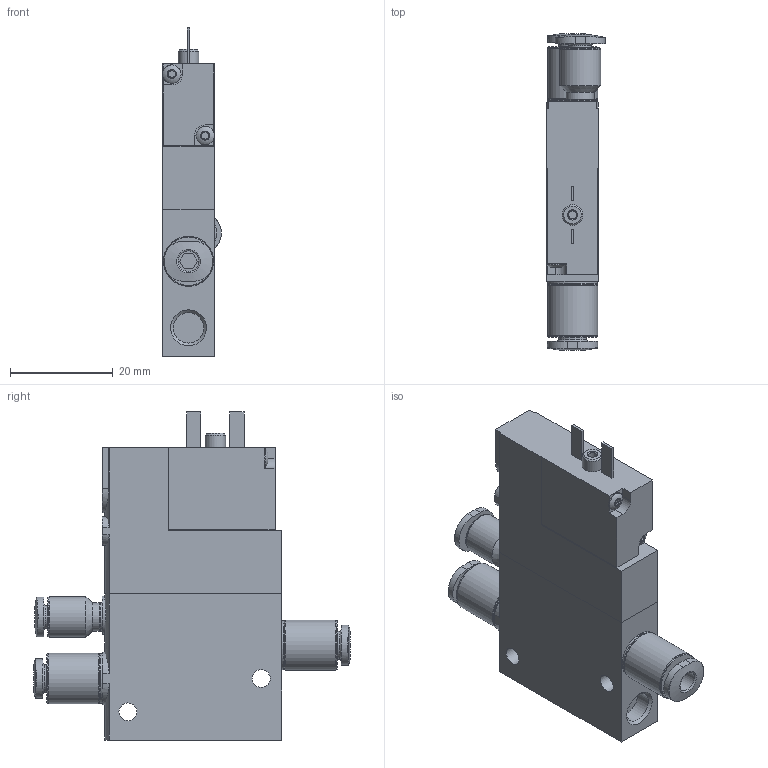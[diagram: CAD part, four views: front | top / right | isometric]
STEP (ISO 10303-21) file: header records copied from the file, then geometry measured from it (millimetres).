
FILE_DESCRIPTION(/* description */ ('STEP AP214'),/* implementation_level */ '2;1');
FILE_NAME(/* name */ '196855_CPE10-M1BH-3OLS-QS-4',/* time_stamp */ '2024-08-06T15:28:03+02:00',/* author */ ('License CC BY-ND 4.0'),/* organization */ ('CADENAS'),/* preprocessor_version */ 'ST-DEVELOPER v19.3',/* originating_system */ 'PARTsolutions',/* authorisation */ ' ');
FILE_SCHEMA (('AUTOMOTIVE_DESIGN {1 0 10303 214 3 1 1}'));
Length unit declared in the file: millimetre
Products named in the file (5): 196855 CPE10-M1BH-3OLS-QS-4; CPE10-...-3/2; 153319 QSM-M7-4-I; CPE10-KMYZ9_M1BH; 153312 QSM-M3-3-I
Assembly tree (5 placements, depth 2):
  196855 CPE10-M1BH-3OLS-QS-4
    CPE10-...-3/2
    153319 QSM-M7-4-I  x2
    CPE10-KMYZ9_M1BH
    153312 QSM-M3-3-I
Bounding box: 11.45 x 61.8 x 64 mm (x, y, z)
Volume: 21211.1 mm3; surface area: 9878.6 mm2
Topology: 5 solids, 5 shells, 219 faces, 509 edges, 325 vertices
Faces by surface type: plane 95, cylinder 74, cone 36, torus 14
Full cylindrical faces by diameter (mm): 1.567 x1, 2 x1, 2.459 x2, 3 x2, 3.5 x2, 3.6 x2, 4 x3, 4.4 x1, 4.55 x1, 5.4 x2, 5.5 x2, 5.917 x3, 7 x2, 7.8 x1, 8 x1, 9.6 x6, 9.8 x2
Entity records: 5658 total; most frequent: CARTESIAN_POINT 1058, DIRECTION 831, ORIENTED_EDGE 752, EDGE_CURVE 376, AXIS2_PLACEMENT_3D 324, VERTEX_POINT 270, EDGE_LOOP 266, FACE_BOUND 266
